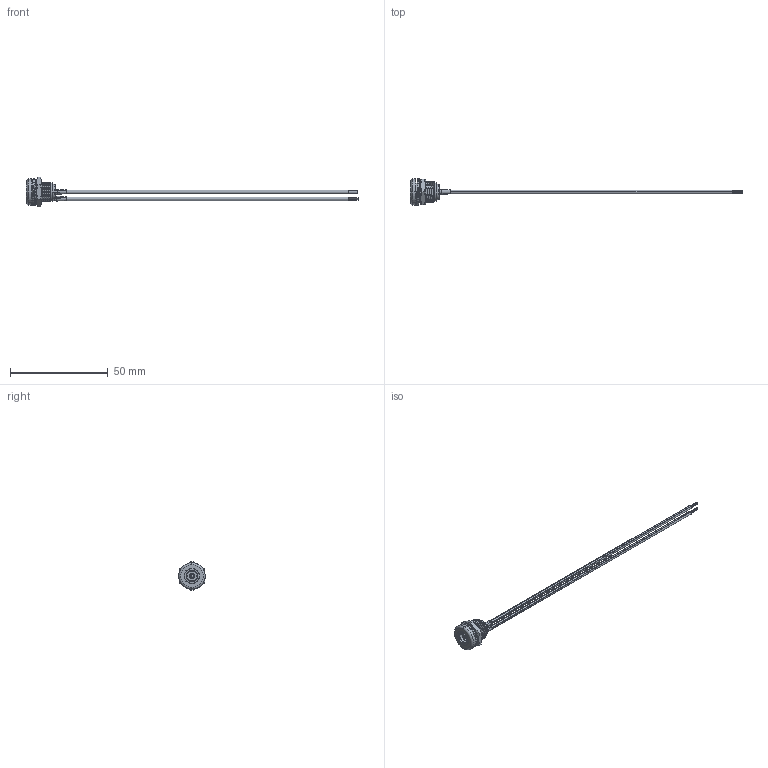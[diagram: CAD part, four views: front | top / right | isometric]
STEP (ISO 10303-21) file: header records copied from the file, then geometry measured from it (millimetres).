
FILE_DESCRIPTION (( 'STEP AP203' ), '1' );
FILE_NAME ('10-06255.STEP', '2025-05-14T15:47:57', ( '' ), ( '' ), 'SwSTEP 2.0', 'SolidWorks 2021', '' );
FILE_SCHEMA (( 'CONFIG_CONTROL_DESIGN' ));
Length unit declared in the file: millimetre
Products named in the file (13): 50-01012 insulator_Insulator; 50-01012 center pin_Center pin; 24-00287; 32-00018_round 10-06314; 50-01012; 54-00401; 50-01012 spring contact_Terminal; 10-06255; 56-00001_Helical - Render; 56-00000; 30-02541_stripped and tinned; 50-01012 shell_Shell; 30-02542_stripped and tinned
Assembly tree (13 placements, depth 4):
  10-06255
    30-02541_stripped and tinned
    30-02542_stripped and tinned
    54-00401
      24-00287
      50-01012
        50-01012 center pin_Center pin
        50-01012 spring contact_Terminal
        50-01012 shell_Shell
        50-01012 insulator_Insulator
      56-00000
      56-00001_Helical - Render
    32-00018_round 10-06314  x2
Bounding box: 169.59 x 13.54 x 15.01 mm (x, y, z)
Volume: 1985.2 mm3; surface area: 13357.5 mm2
Topology: 49 solids, 49 shells, 543 faces, 1261 edges, 802 vertices
Faces by surface type: cylinder 243, plane 173, bspline 105, torus 12, cone 10
Entity records: 40180 total; most frequent: CARTESIAN_POINT 27083, ORIENTED_EDGE 2482, DIRECTION 2371, EDGE_CURVE 1241, AXIS2_PLACEMENT_3D 1008, VERTEX_POINT 790, EDGE_LOOP 635, CIRCLE 554
